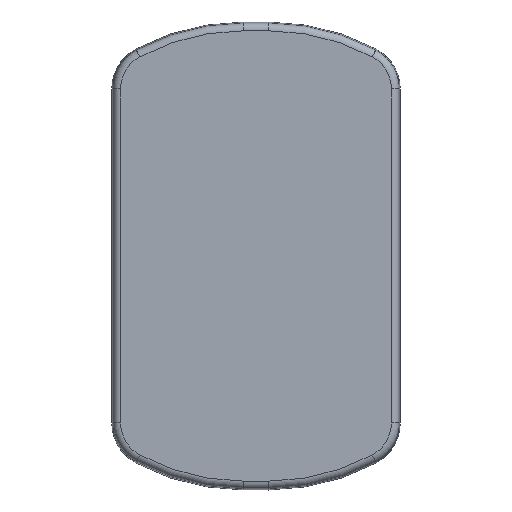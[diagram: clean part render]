
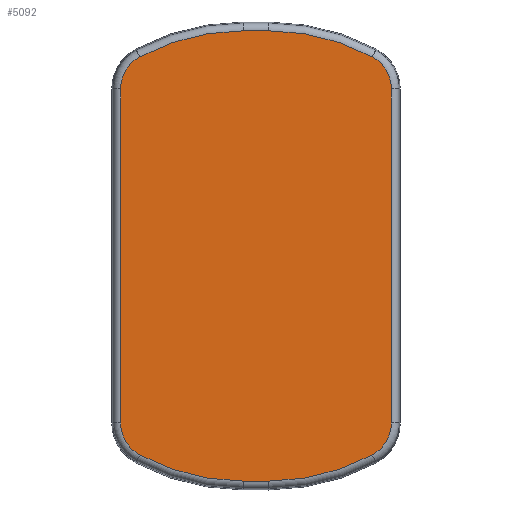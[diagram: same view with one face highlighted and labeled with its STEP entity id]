
A CAD part, top view. The second image highlights one B-rep face of the part: STEP entity #5092.
In plain terms, the highlighted planar face has unit normal (0, 0, 1).
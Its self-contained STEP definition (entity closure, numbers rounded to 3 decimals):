
#26 = EDGE_CURVE ( 'NONE', #1032, #4877, #742, .T. ) ;
#75 = DIRECTION ( 'NONE',  ( 0., 1., 0. ) ) ;
#76 = CARTESIAN_POINT ( 'NONE',  ( -19.565, -32.999, 7.024 ) ) ;
#97 = VERTEX_POINT ( 'NONE', #1118 ) ;
#103 = VERTEX_POINT ( 'NONE', #3026 ) ;
#126 = VERTEX_POINT ( 'NONE', #2473 ) ;
#209 = CIRCLE ( 'NONE', #6405, 7.193 ) ;
#271 = PLANE ( 'NONE',  #4940 ) ;
#295 = CARTESIAN_POINT ( 'NONE',  ( 19.565, -32.999, 7.024 ) ) ;
#354 = CARTESIAN_POINT ( 'NONE',  ( 22.98, -39.33, 7.024 ) ) ;
#358 = FACE_OUTER_BOUND ( 'NONE', #7138, .T. ) ;
#374 = EDGE_CURVE ( 'NONE', #4387, #7121, #6459, .T. ) ;
#542 = DIRECTION ( 'NONE',  ( 0., 1., 0. ) ) ;
#612 = DIRECTION ( 'NONE',  ( 0., 0., 1. ) ) ;
#619 = CARTESIAN_POINT ( 'NONE',  ( 26.758, 0., 7.024 ) ) ;
#695 = CARTESIAN_POINT ( 'NONE',  ( -2.475, 44.507, 7.024 ) ) ;
#724 = EDGE_CURVE ( 'NONE', #3620, #6515, #4392, .T. ) ;
#742 = LINE ( 'NONE', #619, #1686 ) ;
#947 = DIRECTION ( 'NONE',  ( 0., 1., 0. ) ) ;
#1032 = VERTEX_POINT ( 'NONE', #7192 ) ;
#1082 = VERTEX_POINT ( 'NONE', #2560 ) ;
#1118 = CARTESIAN_POINT ( 'NONE',  ( 22.98, 39.33, 7.024 ) ) ;
#1174 = ORIENTED_EDGE ( 'NONE', *, *, #374, .T. ) ;
#1336 = ORIENTED_EDGE ( 'NONE', *, *, #1785, .T. ) ;
#1376 = AXIS2_PLACEMENT_3D ( 'NONE', #4081, #4584, #2220 ) ;
#1545 = CIRCLE ( 'NONE', #1376, 43.192 ) ;
#1685 = VECTOR ( 'NONE', #7105, 1000. ) ;
#1686 = VECTOR ( 'NONE', #75, 1000. ) ;
#1785 = EDGE_CURVE ( 'NONE', #6515, #2026, #1545, .T. ) ;
#2026 = VERTEX_POINT ( 'NONE', #354 ) ;
#2063 = EDGE_CURVE ( 'NONE', #4877, #97, #7434, .T. ) ;
#2097 = LINE ( 'NONE', #3253, #1685 ) ;
#2161 = CIRCLE ( 'NONE', #3123, 43.192 ) ;
#2220 = DIRECTION ( 'NONE',  ( 0., 1., 0. ) ) ;
#2259 = ORIENTED_EDGE ( 'NONE', *, *, #2063, .T. ) ;
#2305 = EDGE_CURVE ( 'NONE', #103, #3620, #3068, .T. ) ;
#2473 = CARTESIAN_POINT ( 'NONE',  ( -22.98, 39.33, 7.024 ) ) ;
#2560 = CARTESIAN_POINT ( 'NONE',  ( -26.758, -32.999, 7.024 ) ) ;
#2591 = DIRECTION ( 'NONE',  ( 0., 1., 0. ) ) ;
#2679 = CARTESIAN_POINT ( 'NONE',  ( 0., 0., 7.024 ) ) ;
#2746 = ORIENTED_EDGE ( 'NONE', *, *, #8061, .T. ) ;
#2760 = CIRCLE ( 'NONE', #4732, 7.193 ) ;
#2914 = AXIS2_PLACEMENT_3D ( 'NONE', #76, #3780, #3717 ) ;
#2927 = DIRECTION ( 'NONE',  ( -1., 0., 0. ) ) ;
#2990 = CARTESIAN_POINT ( 'NONE',  ( 2.475, -44.507, 7.024 ) ) ;
#3026 = CARTESIAN_POINT ( 'NONE',  ( -22.98, -39.33, 7.024 ) ) ;
#3068 = CIRCLE ( 'NONE', #3622, 43.192 ) ;
#3104 = CARTESIAN_POINT ( 'NONE',  ( 2.475, 44.507, 7.024 ) ) ;
#3123 = AXIS2_PLACEMENT_3D ( 'NONE', #8146, #612, #4473 ) ;
#3253 = CARTESIAN_POINT ( 'NONE',  ( -26.758, -32.999, 7.024 ) ) ;
#3331 = DIRECTION ( 'NONE',  ( 0., 0., 1. ) ) ;
#3337 = DIRECTION ( 'NONE',  ( 1., 0., 0. ) ) ;
#3620 = VERTEX_POINT ( 'NONE', #8098 ) ;
#3622 = AXIS2_PLACEMENT_3D ( 'NONE', #6534, #5999, #542 ) ;
#3717 = DIRECTION ( 'NONE',  ( 0., 1., 0. ) ) ;
#3780 = DIRECTION ( 'NONE',  ( 0., 0., 1. ) ) ;
#3784 = AXIS2_PLACEMENT_3D ( 'NONE', #4751, #4920, #5271 ) ;
#3932 = CARTESIAN_POINT ( 'NONE',  ( 26.758, 32.999, 7.024 ) ) ;
#3993 = AXIS2_PLACEMENT_3D ( 'NONE', #7177, #3331, #7798 ) ;
#4041 = ORIENTED_EDGE ( 'NONE', *, *, #26, .T. ) ;
#4081 = CARTESIAN_POINT ( 'NONE',  ( 2.475, -1.315, 7.024 ) ) ;
#4228 = CARTESIAN_POINT ( 'NONE',  ( 2.475, -44.507, 7.024 ) ) ;
#4387 = VERTEX_POINT ( 'NONE', #3104 ) ;
#4392 = LINE ( 'NONE', #2990, #6309 ) ;
#4473 = DIRECTION ( 'NONE',  ( 0., 1., 0. ) ) ;
#4584 = DIRECTION ( 'NONE',  ( 0., 0., 1. ) ) ;
#4619 = EDGE_CURVE ( 'NONE', #7121, #126, #2161, .T. ) ;
#4643 = ORIENTED_EDGE ( 'NONE', *, *, #6665, .T. ) ;
#4732 = AXIS2_PLACEMENT_3D ( 'NONE', #295, #4789, #947 ) ;
#4743 = CARTESIAN_POINT ( 'NONE',  ( -2.475, 44.507, 7.024 ) ) ;
#4751 = CARTESIAN_POINT ( 'NONE',  ( 19.565, 32.999, 7.024 ) ) ;
#4789 = DIRECTION ( 'NONE',  ( 0., 0., 1. ) ) ;
#4877 = VERTEX_POINT ( 'NONE', #3932 ) ;
#4906 = EDGE_CURVE ( 'NONE', #6813, #1082, #2097, .T. ) ;
#4920 = DIRECTION ( 'NONE',  ( 0., 0., 1. ) ) ;
#4940 = AXIS2_PLACEMENT_3D ( 'NONE', #2679, #6320, #7688 ) ;
#5092 = ADVANCED_FACE ( 'NONE', ( #358 ), #271, .F. ) ;
#5271 = DIRECTION ( 'NONE',  ( 0., 1., 0. ) ) ;
#5288 = ORIENTED_EDGE ( 'NONE', *, *, #4619, .T. ) ;
#5446 = EDGE_CURVE ( 'NONE', #1082, #103, #7729, .T. ) ;
#5765 = DIRECTION ( 'NONE',  ( 0., 0., 1. ) ) ;
#5817 = CARTESIAN_POINT ( 'NONE',  ( -19.565, 32.999, 7.024 ) ) ;
#5918 = ORIENTED_EDGE ( 'NONE', *, *, #5446, .T. ) ;
#5999 = DIRECTION ( 'NONE',  ( 0., 0., 1. ) ) ;
#6309 = VECTOR ( 'NONE', #3337, 1000. ) ;
#6320 = DIRECTION ( 'NONE',  ( 0., 0., -1. ) ) ;
#6405 = AXIS2_PLACEMENT_3D ( 'NONE', #5817, #5765, #2591 ) ;
#6459 = LINE ( 'NONE', #695, #7435 ) ;
#6510 = ORIENTED_EDGE ( 'NONE', *, *, #4906, .T. ) ;
#6515 = VERTEX_POINT ( 'NONE', #4228 ) ;
#6534 = CARTESIAN_POINT ( 'NONE',  ( -2.475, -1.315, 7.024 ) ) ;
#6665 = EDGE_CURVE ( 'NONE', #126, #6813, #209, .T. ) ;
#6749 = ORIENTED_EDGE ( 'NONE', *, *, #724, .T. ) ;
#6813 = VERTEX_POINT ( 'NONE', #7076 ) ;
#7076 = CARTESIAN_POINT ( 'NONE',  ( -26.758, 32.999, 7.024 ) ) ;
#7079 = ORIENTED_EDGE ( 'NONE', *, *, #2305, .T. ) ;
#7105 = DIRECTION ( 'NONE',  ( 0., -1., 0. ) ) ;
#7121 = VERTEX_POINT ( 'NONE', #4743 ) ;
#7138 = EDGE_LOOP ( 'NONE', ( #7736, #4041, #2259, #2746, #1174, #5288, #4643, #6510, #5918, #7079, #6749, #1336 ) ) ;
#7177 = CARTESIAN_POINT ( 'NONE',  ( 2.475, 1.315, 7.024 ) ) ;
#7192 = CARTESIAN_POINT ( 'NONE',  ( 26.758, -32.999, 7.024 ) ) ;
#7434 = CIRCLE ( 'NONE', #3784, 7.193 ) ;
#7435 = VECTOR ( 'NONE', #2927, 1000. ) ;
#7489 = CIRCLE ( 'NONE', #3993, 43.192 ) ;
#7629 = EDGE_CURVE ( 'NONE', #2026, #1032, #2760, .T. ) ;
#7688 = DIRECTION ( 'NONE',  ( 0., 1., 0. ) ) ;
#7729 = CIRCLE ( 'NONE', #2914, 7.193 ) ;
#7736 = ORIENTED_EDGE ( 'NONE', *, *, #7629, .T. ) ;
#7798 = DIRECTION ( 'NONE',  ( 0., 1., 0. ) ) ;
#8061 = EDGE_CURVE ( 'NONE', #97, #4387, #7489, .T. ) ;
#8098 = CARTESIAN_POINT ( 'NONE',  ( -2.475, -44.507, 7.024 ) ) ;
#8146 = CARTESIAN_POINT ( 'NONE',  ( -2.475, 1.315, 7.024 ) ) ;
